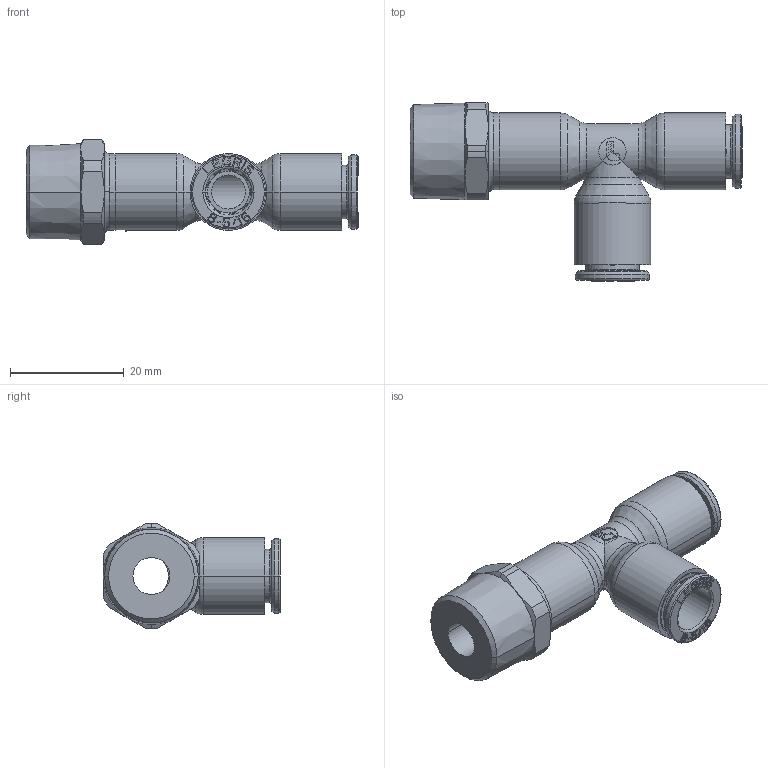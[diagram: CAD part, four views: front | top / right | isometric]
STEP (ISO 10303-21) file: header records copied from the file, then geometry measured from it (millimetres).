
FILE_DESCRIPTION(('STEP AP214'),'1');
FILE_NAME('6803_08_17.stp','2016-07-07T14:40:05',('TraceParts'),('TraceParts S.A.'),'Spatial InterOp 3D',' ',' ');
FILE_SCHEMA(('automotive_design'));
Length unit declared in the file: millimetre
Products named in the file (13): 6803 08 17|44108-19_ASM_741#44108-19_ASM|44108-30_737#44108-30;Solide1; 6803 08 17|44108-19_ASM_741#44108-19_ASM|44108-32_738#44108-32;Solide1; 6803 08 17|44108-19_ASM_741#44108-19_ASM|44108_739#44108;Solide1; 6803 08 17|44108-19_ASM_741#44108-19_ASM|44108-40_740#44108-40;Solide1; 6803 08 17|44108-19_ASM_744#44108-19_ASM|44108-30_737#44108-30;Solide1; 6803 08 17|44108-19_ASM_744#44108-19_ASM|44108-32_738#44108-32;Solide1; 6803 08 17|44108-19_ASM_744#44108-19_ASM|44108_739#44108;Solide1; 6803 08 17|44108-19_ASM_744#44108-19_ASM|44108-40_740#44108-40;Solide1; 6803 08 17|44518-04_736#44518-04;Solide1; 6803 08 17|44330-18-69_742#44330-18-69;Solide1; 6803 08 17|44108-11-10-ASM_743#44108-11-10-ASM;Solide1; 6803 08 17|44108-11-10-ASM_745#44108-11-10-ASM;Solide1; 6803 08 17|44108-11-10-ASM_746#44108-11-10-ASM;Solide1
Bounding box: 58.3 x 31.25 x 18.5 mm (x, y, z)
Volume: 7147.9 mm3; surface area: 10047.5 mm2
Topology: 13 solids, 13 shells, 1446 faces, 3797 edges, 2438 vertices
Faces by surface type: plane 826, cone 196, cylinder 184, torus 126, bspline 110, sphere 4
Entity records: 62683 total; most frequent: CARTESIAN_POINT 15315, ORIENTED_EDGE 7582, DIRECTION 7115, EDGE_CURVE 3791, LINE 2551, VECTOR 2551, VERTEX_POINT 2438, AXIS2_PLACEMENT_3D 2282
